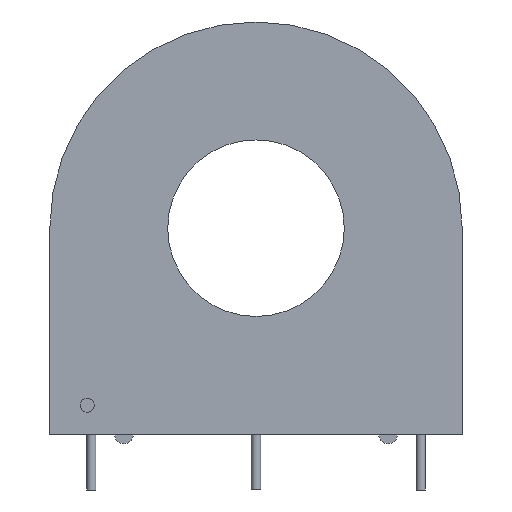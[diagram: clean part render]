
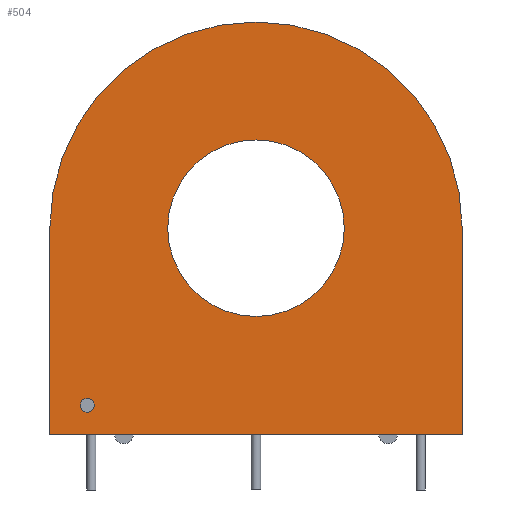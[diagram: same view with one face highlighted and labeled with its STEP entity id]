
A CAD part, front view. The second image highlights one B-rep face of the part: STEP entity #504.
In plain terms, the highlighted planar face has unit normal (0, -1, 0).
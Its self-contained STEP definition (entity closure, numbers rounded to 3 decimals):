
#20=FACE_BOUND('',#111,.T.);
#21=FACE_BOUND('',#112,.T.);
#28=PLANE('',#573);
#71=FACE_OUTER_BOUND('',#110,.T.);
#110=EDGE_LOOP('',(#397,#398,#399,#400));
#111=EDGE_LOOP('',(#401));
#112=EDGE_LOOP('',(#402));
#153=CIRCLE('',#574,22.25);
#154=CIRCLE('',#575,0.75);
#155=CIRCLE('',#576,9.525);
#183=LINE('',#844,#220);
#184=LINE('',#846,#221);
#185=LINE('',#849,#222);
#220=VECTOR('',#680,10.);
#221=VECTOR('',#681,10.);
#222=VECTOR('',#684,10.);
#259=VERTEX_POINT('',#842);
#260=VERTEX_POINT('',#843);
#261=VERTEX_POINT('',#845);
#262=VERTEX_POINT('',#847);
#263=VERTEX_POINT('',#850);
#264=VERTEX_POINT('',#852);
#311=EDGE_CURVE('',#259,#260,#183,.T.);
#312=EDGE_CURVE('',#261,#259,#184,.F.);
#313=EDGE_CURVE('',#262,#261,#153,.F.);
#314=EDGE_CURVE('',#260,#262,#185,.F.);
#315=EDGE_CURVE('',#263,#263,#154,.T.);
#316=EDGE_CURVE('',#264,#264,#155,.F.);
#397=ORIENTED_EDGE('',*,*,#311,.F.);
#398=ORIENTED_EDGE('',*,*,#312,.F.);
#399=ORIENTED_EDGE('',*,*,#313,.F.);
#400=ORIENTED_EDGE('',*,*,#314,.F.);
#401=ORIENTED_EDGE('',*,*,#315,.T.);
#402=ORIENTED_EDGE('',*,*,#316,.T.);
#504=ADVANCED_FACE('',(#71,#20,#21),#28,.T.);
#573=AXIS2_PLACEMENT_3D('',#841,#678,#679);
#574=AXIS2_PLACEMENT_3D('',#848,#682,#683);
#575=AXIS2_PLACEMENT_3D('',#851,#685,#686);
#576=AXIS2_PLACEMENT_3D('',#853,#687,#688);
#678=DIRECTION('center_axis',(0.,-1.,0.));
#679=DIRECTION('ref_axis',(1.,0.,0.));
#680=DIRECTION('',(-1.,0.,0.));
#681=DIRECTION('',(0.,0.,1.));
#682=DIRECTION('center_axis',(0.,-1.,0.));
#683=DIRECTION('ref_axis',(-1.,0.,0.));
#684=DIRECTION('',(0.,0.,-1.));
#685=DIRECTION('center_axis',(0.,1.,0.));
#686=DIRECTION('ref_axis',(0.,0.,1.));
#687=DIRECTION('center_axis',(0.,-1.,0.));
#688=DIRECTION('ref_axis',(-1.,0.,0.));
#841=CARTESIAN_POINT('Origin',(0.,-7.15,23.25));
#842=CARTESIAN_POINT('',(22.25,-7.15,1.));
#843=CARTESIAN_POINT('',(-22.25,-7.15,1.));
#844=CARTESIAN_POINT('',(0.,-7.15,1.));
#845=CARTESIAN_POINT('',(22.25,-7.15,23.25));
#846=CARTESIAN_POINT('',(22.25,-7.15,12.125));
#847=CARTESIAN_POINT('',(-22.25,-7.15,23.25));
#848=CARTESIAN_POINT('Origin',(0.,-7.15,23.25));
#849=CARTESIAN_POINT('',(-22.25,-7.15,12.125));
#850=CARTESIAN_POINT('',(-18.21,-7.15,3.398));
#851=CARTESIAN_POINT('Origin',(-18.21,-7.15,4.148));
#852=CARTESIAN_POINT('',(9.525,-7.15,23.25));
#853=CARTESIAN_POINT('Origin',(0.,-7.15,23.25));
